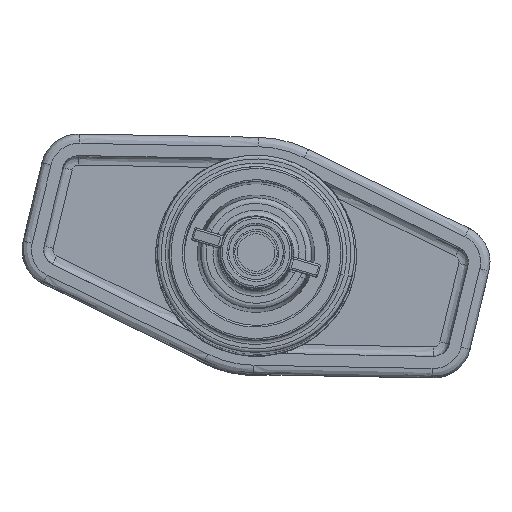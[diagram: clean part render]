
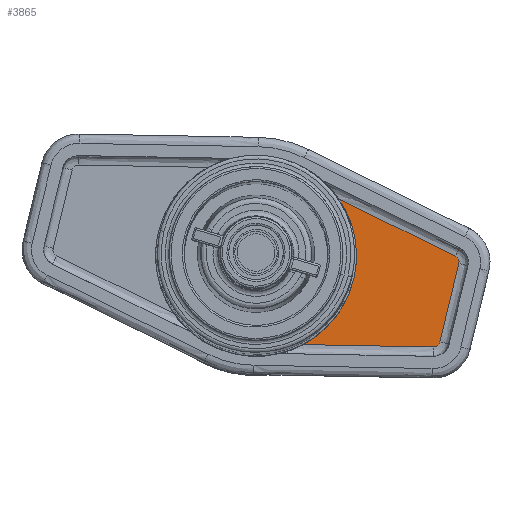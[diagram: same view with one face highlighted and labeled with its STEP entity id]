
A CAD part, top view. The second image highlights one B-rep face of the part: STEP entity #3865.
In plain terms, the highlighted free-form (B-spline) face has degree [1, 1] with [2, 2] control points.
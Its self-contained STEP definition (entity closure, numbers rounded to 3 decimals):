
#3535 = VERTEX_POINT('',#3536);
#3536 = CARTESIAN_POINT('',(57.271,53.246,
    101.953));
#3541 = EDGE_CURVE('',#3535,#3542,#3544,.T.);
#3542 = VERTEX_POINT('',#3543);
#3543 = CARTESIAN_POINT('',(56.339,58.242,
    101.953));
#3544 = ( BOUNDED_CURVE() B_SPLINE_CURVE(2,(#3545,#3546,#3547),
.UNSPECIFIED.,.F.,.F.) B_SPLINE_CURVE_WITH_KNOTS((3,3),(0.,
0.844),.PIECEWISE_BEZIER_KNOTS.) CURVE() 
GEOMETRIC_REPRESENTATION_ITEM() RATIONAL_B_SPLINE_CURVE((1.,
0.912,1.)) REPRESENTATION_ITEM('') );
#3545 = CARTESIAN_POINT('',(57.271,53.246,
    101.953));
#3546 = CARTESIAN_POINT('',(57.926,55.953,
    101.953));
#3547 = CARTESIAN_POINT('',(56.339,58.242,
    101.953));
#3865 = ADVANCED_FACE('',(#3866),#3924,.T.);
#3866 = FACE_BOUND('',#3867,.T.);
#3867 = EDGE_LOOP('',(#3868,#3877,#3878,#3886,#3895,#3906,#3915));
#3868 = ORIENTED_EDGE('',*,*,#3869,.T.);
#3869 = EDGE_CURVE('',#3870,#3542,#3872,.T.);
#3870 = VERTEX_POINT('',#3871);
#3871 = CARTESIAN_POINT('',(63.559,54.694,
    101.953));
#3872 = B_SPLINE_CURVE_WITH_KNOTS('',3,(#3873,#3874,#3875,#3876),
  .UNSPECIFIED.,.F.,.F.,(4,4),(0.,0.727),
  .PIECEWISE_BEZIER_KNOTS.);
#3873 = CARTESIAN_POINT('',(63.559,54.694,
    101.953));
#3874 = CARTESIAN_POINT('',(61.152,55.877,
    101.953));
#3875 = CARTESIAN_POINT('',(58.745,57.059,
    101.953));
#3876 = CARTESIAN_POINT('',(56.339,58.242,
    101.953));
#3877 = ORIENTED_EDGE('',*,*,#3541,.F.);
#3878 = ORIENTED_EDGE('',*,*,#3879,.F.);
#3879 = EDGE_CURVE('',#3880,#3535,#3882,.T.);
#3880 = VERTEX_POINT('',#3881);
#3881 = CARTESIAN_POINT('',(54.158,49.23,
    101.953));
#3882 = ( BOUNDED_CURVE() B_SPLINE_CURVE(2,(#3883,#3884,#3885),
.UNSPECIFIED.,.F.,.F.) B_SPLINE_CURVE_WITH_KNOTS((3,3),(5.439,
6.283),.PIECEWISE_BEZIER_KNOTS.) CURVE() 
GEOMETRIC_REPRESENTATION_ITEM() RATIONAL_B_SPLINE_CURVE((1.,
0.912,1.)) REPRESENTATION_ITEM('') );
#3883 = CARTESIAN_POINT('',(54.158,49.23,
    101.953));
#3884 = CARTESIAN_POINT('',(56.616,50.54,
    101.953));
#3885 = CARTESIAN_POINT('',(57.271,53.246,
    101.953));
#3886 = ORIENTED_EDGE('',*,*,#3887,.T.);
#3887 = EDGE_CURVE('',#3880,#3888,#3890,.T.);
#3888 = VERTEX_POINT('',#3889);
#3889 = CARTESIAN_POINT('',(62.201,49.084,
    101.953));
#3890 = B_SPLINE_CURVE_WITH_KNOTS('',3,(#3891,#3892,#3893,#3894),
  .UNSPECIFIED.,.F.,.F.,(4,4),(0.273,1.),
  .PIECEWISE_BEZIER_KNOTS.);
#3891 = CARTESIAN_POINT('',(54.158,49.23,
    101.953));
#3892 = CARTESIAN_POINT('',(56.839,49.181,
    101.953));
#3893 = CARTESIAN_POINT('',(59.52,49.133,
    101.953));
#3894 = CARTESIAN_POINT('',(62.201,49.084,
    101.953));
#3895 = ORIENTED_EDGE('',*,*,#3896,.T.);
#3896 = EDGE_CURVE('',#3888,#3897,#3899,.T.);
#3897 = VERTEX_POINT('',#3898);
#3898 = CARTESIAN_POINT('',(62.603,49.394,
    101.953));
#3899 = B_SPLINE_CURVE_WITH_KNOTS('',3,(#3900,#3901,#3902,#3903,#3904,
    #3905),.UNSPECIFIED.,.F.,.F.,(4,2,4),(0.,0.5,1.),.UNSPECIFIED.);
#3900 = CARTESIAN_POINT('',(62.201,49.084,
    101.953));
#3901 = CARTESIAN_POINT('',(62.296,49.082,
    101.953));
#3902 = CARTESIAN_POINT('',(62.382,49.111,
    101.953));
#3903 = CARTESIAN_POINT('',(62.532,49.226,
    101.953));
#3904 = CARTESIAN_POINT('',(62.581,49.301,
    101.953));
#3905 = CARTESIAN_POINT('',(62.603,49.394,
    101.953));
#3906 = ORIENTED_EDGE('',*,*,#3907,.T.);
#3907 = EDGE_CURVE('',#3897,#3908,#3910,.T.);
#3908 = VERTEX_POINT('',#3909);
#3909 = CARTESIAN_POINT('',(63.774,54.234,
    101.953));
#3910 = B_SPLINE_CURVE_WITH_KNOTS('',3,(#3911,#3912,#3913,#3914),
  .UNSPECIFIED.,.F.,.F.,(4,4),(0.,1.),.PIECEWISE_BEZIER_KNOTS.);
#3911 = CARTESIAN_POINT('',(62.603,49.394,
    101.953));
#3912 = CARTESIAN_POINT('',(62.994,51.008,
    101.953));
#3913 = CARTESIAN_POINT('',(63.384,52.621,
    101.953));
#3914 = CARTESIAN_POINT('',(63.774,54.234,
    101.953));
#3915 = ORIENTED_EDGE('',*,*,#3916,.T.);
#3916 = EDGE_CURVE('',#3908,#3870,#3917,.T.);
#3917 = B_SPLINE_CURVE_WITH_KNOTS('',3,(#3918,#3919,#3920,#3921,#3922,
    #3923),.UNSPECIFIED.,.F.,.F.,(4,2,4),(0.,0.5,1.),.UNSPECIFIED.);
#3918 = CARTESIAN_POINT('',(63.774,54.234,
    101.953));
#3919 = CARTESIAN_POINT('',(63.797,54.326,
    101.953));
#3920 = CARTESIAN_POINT('',(63.787,54.416,
    101.953));
#3921 = CARTESIAN_POINT('',(63.708,54.588,
    101.953));
#3922 = CARTESIAN_POINT('',(63.645,54.652,
    101.953));
#3923 = CARTESIAN_POINT('',(63.559,54.694,
    101.953));
#3924 = B_SPLINE_SURFACE_WITH_KNOTS('',1,1,(
    (#3925,#3926)
    ,(#3927,#3928
    )),.UNSPECIFIED.,.F.,.F.,.F.,(2,2),(2,2),(13.806,20.85),(
    -6.144,1.85),.PIECEWISE_BEZIER_KNOTS.);
#3925 = CARTESIAN_POINT('',(54.158,49.23,
    101.953));
#3926 = CARTESIAN_POINT('',(56.339,58.242,
    101.953));
#3927 = CARTESIAN_POINT('',(62.099,47.308,
    101.953));
#3928 = CARTESIAN_POINT('',(64.279,56.32,
    101.953));
